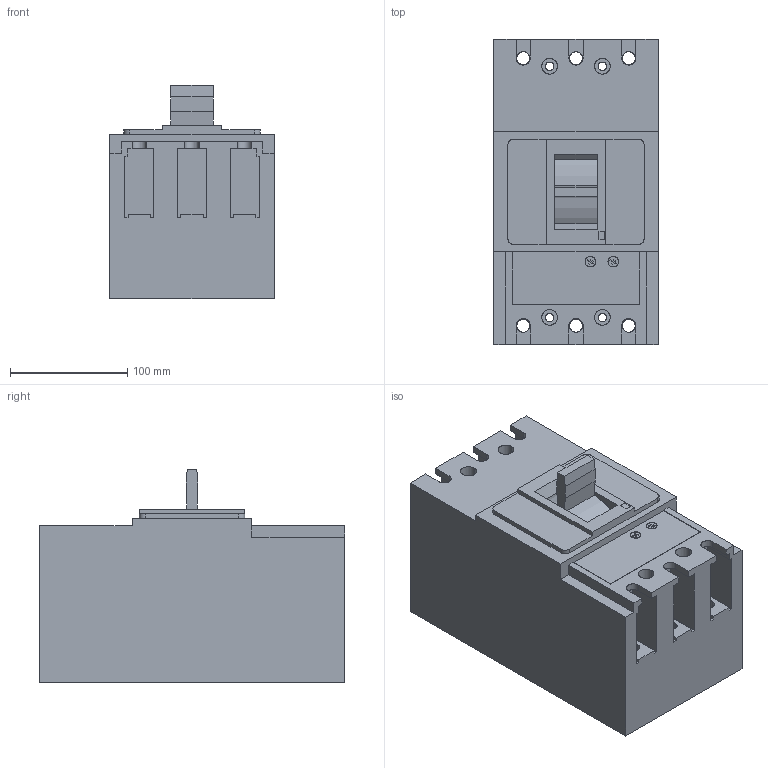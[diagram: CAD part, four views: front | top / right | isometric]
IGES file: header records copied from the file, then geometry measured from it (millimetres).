
Start section: SolidWorks IGES file using analytic representation for surfaces
Global section: file name: H400 MCCB 3P-1.IGS; native system: SolidWorks 2007; preprocessor: SolidWorks 2007; author: watanabe; date: 090216.112859; units: millimetre
Bounding box: 140 x 260 x 182 mm (x, y, z)
Surface area: 297600.7 mm2 (no closed solid volume)
Topology: 0 solids, 0 shells, 225 faces, 2956 edges, 2956 vertices
Faces by surface type: bspline 163, revolution 62
